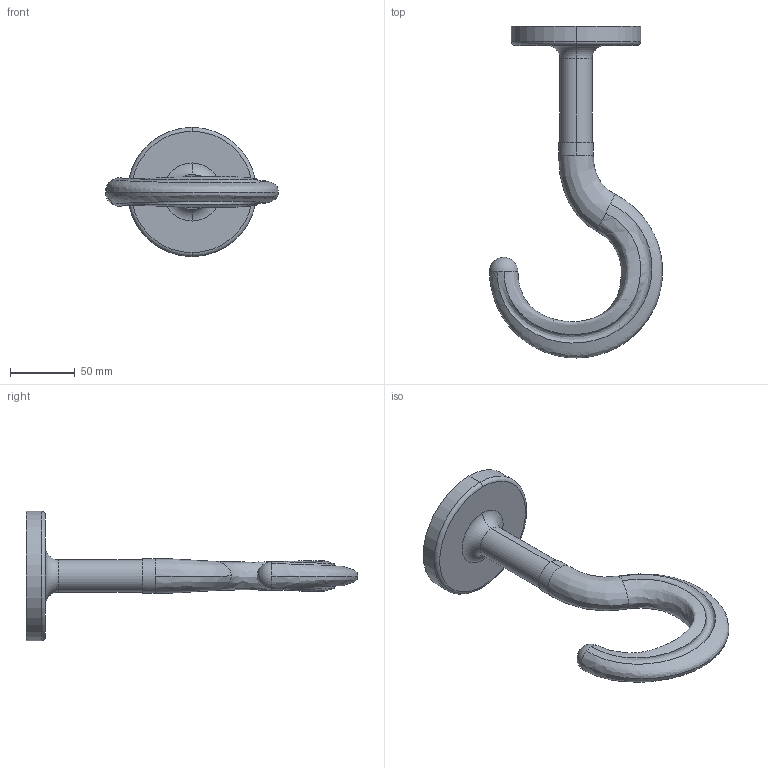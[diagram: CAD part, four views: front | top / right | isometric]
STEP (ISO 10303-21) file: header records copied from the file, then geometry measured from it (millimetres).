
FILE_DESCRIPTION(('Open CASCADE Model'),'2;1');
FILE_NAME('Open CASCADE Shape Model','2023-10-30T16:47:44',('Author'),( 'Open CASCADE'),'Open CASCADE STEP processor 7.5','Open CASCADE 7.5' ,'Unknown');
FILE_SCHEMA(('AUTOMOTIVE_DESIGN { 1 0 10303 214 1 1 1 1 }'));
Length unit declared in the file: metre
Products named in the file (1): Open CASCADE STEP translator 7.5 1
Bounding box: 133.97 x 257 x 100 mm (x, y, z)
Volume: 292437.3 mm3; surface area: 50197.3 mm2
Topology: 1 solids, 2 shells, 23 faces, 69 edges, 50 vertices
Faces by surface type: bspline 7, cylinder 6, torus 4, plane 4, sphere 2
Entity records: 4926 total; most frequent: CARTESIAN_POINT 3765, DIRECTION 157, ORIENTED_EDGE 134, PCURVE 134, DEFINITIONAL_REPRESENTATION 134, B_SPLINE_CURVE_WITH_KNOTS 95, EDGE_CURVE 67, SURFACE_CURVE 65
